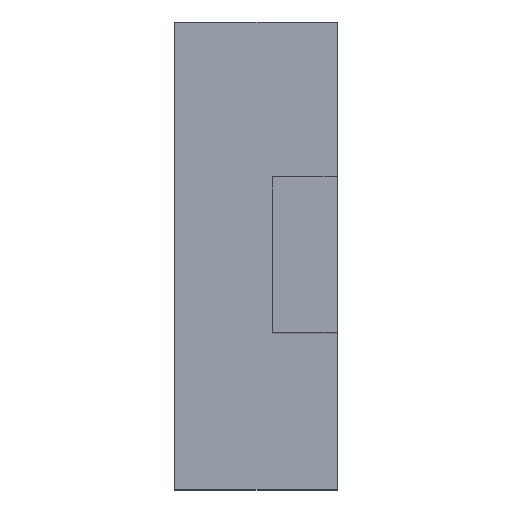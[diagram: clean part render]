
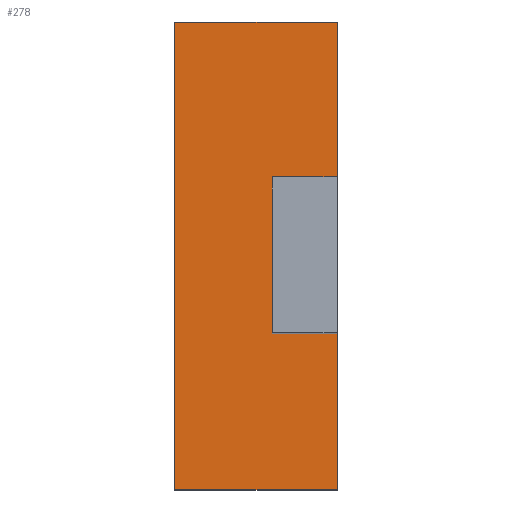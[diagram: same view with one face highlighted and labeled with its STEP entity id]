
A CAD part, top view. The second image highlights one B-rep face of the part: STEP entity #278.
In plain terms, the highlighted planar face has unit normal (0, 0, 1).
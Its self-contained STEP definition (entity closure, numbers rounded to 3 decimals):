
#44=FACE_OUTER_BOUND('',#62,.T.);
#62=EDGE_LOOP('',(#227,#228,#229,#230,#231,#232,#233,#234));
#72=LINE('',#399,#100);
#75=LINE('',#410,#103);
#83=LINE('',#438,#111);
#89=LINE('',#449,#117);
#90=LINE('',#452,#118);
#91=LINE('',#453,#119);
#92=LINE('',#455,#120);
#93=LINE('',#456,#121);
#100=VECTOR('',#324,10.);
#103=VECTOR('',#333,10.);
#111=VECTOR('',#363,10.);
#117=VECTOR('',#373,10.);
#118=VECTOR('',#376,10.);
#119=VECTOR('',#377,10.);
#120=VECTOR('',#378,10.);
#121=VECTOR('',#379,10.);
#128=VERTEX_POINT('',#396);
#129=VERTEX_POINT('',#398);
#133=VERTEX_POINT('',#408);
#134=VERTEX_POINT('',#409);
#143=VERTEX_POINT('',#437);
#146=VERTEX_POINT('',#447);
#147=VERTEX_POINT('',#451);
#148=VERTEX_POINT('',#454);
#152=EDGE_CURVE('',#128,#129,#72,.T.);
#157=EDGE_CURVE('',#133,#134,#75,.T.);
#171=EDGE_CURVE('',#134,#143,#83,.T.);
#177=EDGE_CURVE('',#133,#146,#89,.T.);
#178=EDGE_CURVE('',#147,#146,#90,.T.);
#179=EDGE_CURVE('',#129,#147,#91,.T.);
#180=EDGE_CURVE('',#148,#128,#92,.T.);
#181=EDGE_CURVE('',#143,#148,#93,.T.);
#227=ORIENTED_EDGE('',*,*,#177,.T.);
#228=ORIENTED_EDGE('',*,*,#178,.F.);
#229=ORIENTED_EDGE('',*,*,#179,.F.);
#230=ORIENTED_EDGE('',*,*,#152,.F.);
#231=ORIENTED_EDGE('',*,*,#180,.F.);
#232=ORIENTED_EDGE('',*,*,#181,.F.);
#233=ORIENTED_EDGE('',*,*,#171,.F.);
#234=ORIENTED_EDGE('',*,*,#157,.F.);
#264=PLANE('',#314);
#278=ADVANCED_FACE('',(#44),#264,.T.);
#314=AXIS2_PLACEMENT_3D('',#450,#374,#375);
#324=DIRECTION('',(0.,1.,0.));
#333=DIRECTION('',(0.,-1.,0.));
#363=DIRECTION('',(1.,0.,0.));
#373=DIRECTION('',(1.,0.,0.));
#374=DIRECTION('center_axis',(0.,0.,1.));
#375=DIRECTION('ref_axis',(0.,-1.,0.));
#376=DIRECTION('',(0.,-1.,0.));
#377=DIRECTION('',(1.,0.,0.));
#378=DIRECTION('',(-1.,0.,0.));
#379=DIRECTION('',(0.,-1.,0.));
#396=CARTESIAN_POINT('',(52.5,137.226,12.));
#398=CARTESIAN_POINT('',(52.5,173.226,12.));
#399=CARTESIAN_POINT('',(52.5,173.226,12.));
#408=CARTESIAN_POINT('',(60.,161.226,12.));
#409=CARTESIAN_POINT('',(60.,149.226,12.));
#410=CARTESIAN_POINT('',(60.,146.226,12.));
#437=CARTESIAN_POINT('',(65.,149.226,12.));
#438=CARTESIAN_POINT('',(60.,149.226,12.));
#447=CARTESIAN_POINT('',(65.,161.226,12.));
#449=CARTESIAN_POINT('',(60.,161.226,12.));
#450=CARTESIAN_POINT('Origin',(60.,173.226,12.));
#451=CARTESIAN_POINT('',(65.,173.226,12.));
#452=CARTESIAN_POINT('',(65.,173.226,12.));
#453=CARTESIAN_POINT('',(60.,173.226,12.));
#454=CARTESIAN_POINT('',(65.,137.226,12.));
#455=CARTESIAN_POINT('',(60.,137.226,12.));
#456=CARTESIAN_POINT('',(65.,149.226,12.));
